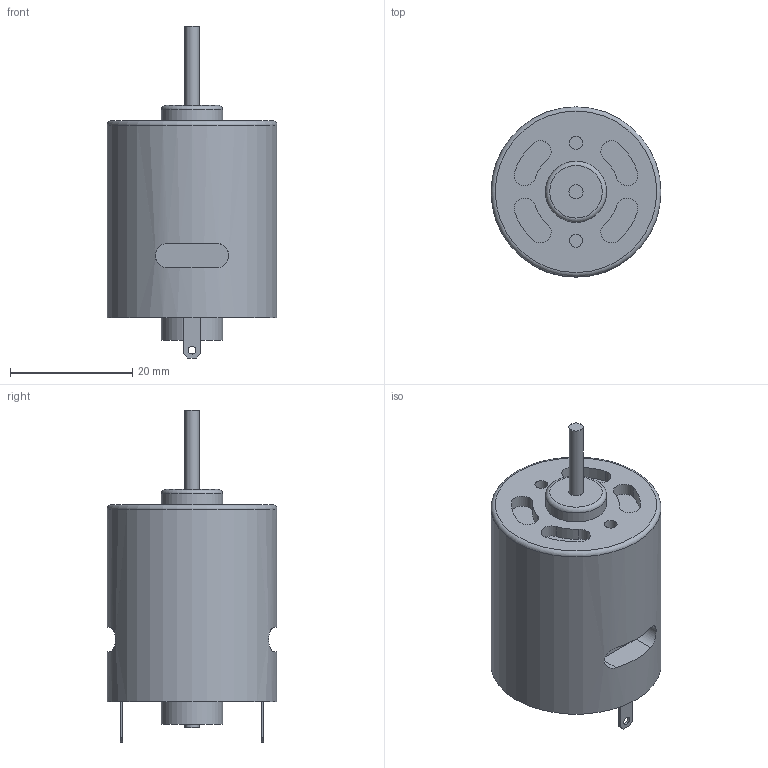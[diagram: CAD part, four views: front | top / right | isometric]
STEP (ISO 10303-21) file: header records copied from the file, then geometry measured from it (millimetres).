
FILE_DESCRIPTION(/* description */ ('Unknown'),/* implementation_level */ '2;1');
FILE_NAME(/* name */ 'Transmotec-CAD-M_5FN',/* time_stamp */ '2023-09-01T14:32:41+02:00',/* author */ ('Unknown'),/* organization */ ('Unknown'),/* preprocessor_version */ 'ST-DEVELOPER v18.1',/* originating_system */ 'Solid Edge',/* authorisation */ 'Unknown');
FILE_SCHEMA (('AUTOMOTIVE_DESIGN {1 0 10303 214 3 1 1}'));
Length unit declared in the file: millimetre
Products named in the file (1): Transmotec-CAD-M_5FN
Bounding box: 27.8 x 27.8 x 54.3 mm (x, y, z)
Volume: 19535.3 mm3; surface area: 4765.4 mm2
Topology: 1 solids, 1 shells, 63 faces, 139 edges, 92 vertices
Faces by surface type: plane 32, cylinder 29, torus 2
Full cylindrical faces by diameter (mm): 1.3 x2, 2.113 x2, 2.3 x2, 10 x2, 27.8 x1
Entity records: 2191 total; most frequent: DIRECTION 312, CARTESIAN_POINT 308, ORIENTED_EDGE 256, EDGE_CURVE 128, AXIS2_PLACEMENT_3D 124, VERTEX_POINT 92, EDGE_LOOP 92, FACE_BOUND 92
